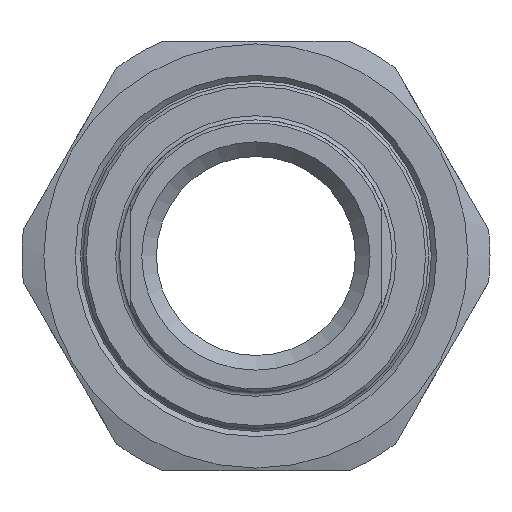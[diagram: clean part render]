
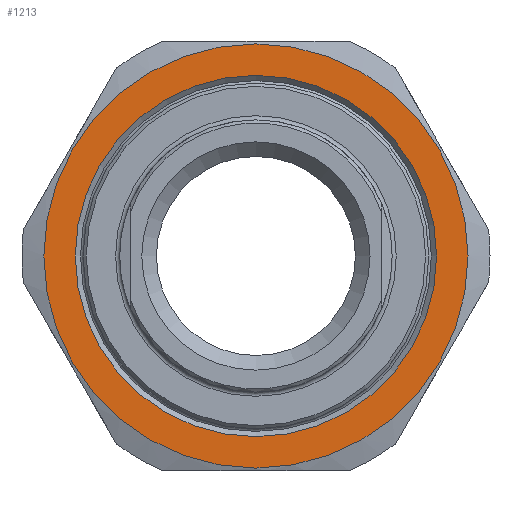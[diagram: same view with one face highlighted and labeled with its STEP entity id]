
A CAD part, left-side view. The second image highlights one B-rep face of the part: STEP entity #1213.
In plain terms, the highlighted planar face has unit normal (-1, 0, 0).
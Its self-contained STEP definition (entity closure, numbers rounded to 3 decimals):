
#75=FACE_BOUND('',#227,.T.);
#92=PLANE('',#1385);
#149=FACE_OUTER_BOUND('',#226,.T.);
#226=EDGE_LOOP('',(#904));
#227=EDGE_LOOP('',(#905));
#426=CIRCLE('',#1374,20.25);
#427=CIRCLE('',#1380,17.25);
#537=VERTEX_POINT('',#2047);
#538=VERTEX_POINT('',#2083);
#663=EDGE_CURVE('',#537,#537,#426,.T.);
#674=EDGE_CURVE('',#538,#538,#427,.T.);
#904=ORIENTED_EDGE('',*,*,#663,.T.);
#905=ORIENTED_EDGE('',*,*,#674,.F.);
#1213=ADVANCED_FACE('',(#149,#75),#92,.F.);
#1374=AXIS2_PLACEMENT_3D('',#2049,#1609,#1610);
#1380=AXIS2_PLACEMENT_3D('',#2084,#1622,#1623);
#1385=AXIS2_PLACEMENT_3D('',#2094,#1634,#1635);
#1609=DIRECTION('center_axis',(-1.,0.,0.));
#1610=DIRECTION('ref_axis',(0.,1.,0.));
#1622=DIRECTION('center_axis',(-1.,0.,0.));
#1623=DIRECTION('ref_axis',(0.,-1.,0.));
#1634=DIRECTION('center_axis',(1.,0.,0.));
#1635=DIRECTION('ref_axis',(0.,0.,-1.));
#2047=CARTESIAN_POINT('',(-17.,-20.25,0.));
#2049=CARTESIAN_POINT('Origin',(-17.,0.,0.));
#2083=CARTESIAN_POINT('',(-17.,17.25,0.));
#2084=CARTESIAN_POINT('Origin',(-17.,0.,0.));
#2094=CARTESIAN_POINT('Origin',(-17.,0.,0.));
